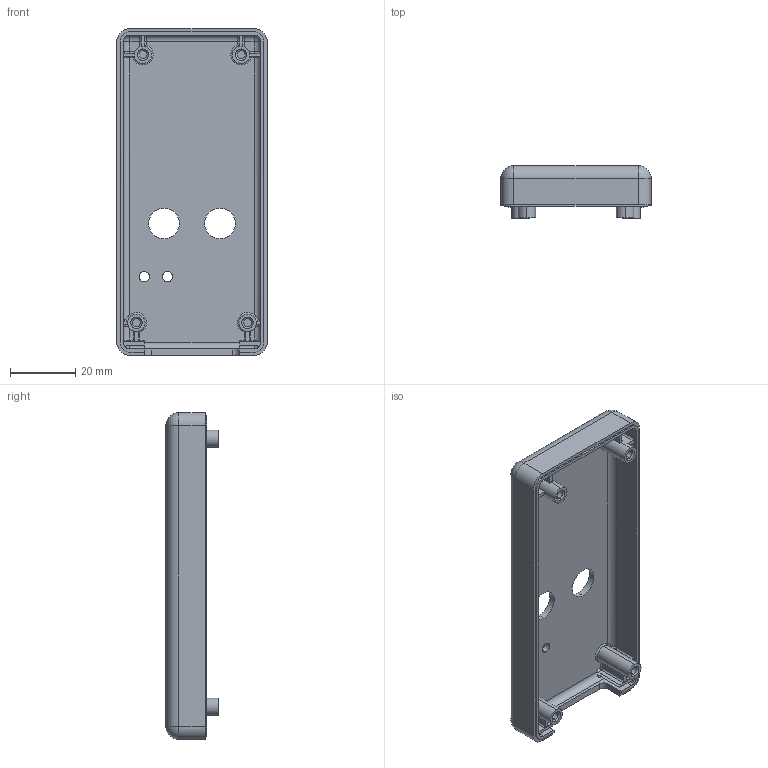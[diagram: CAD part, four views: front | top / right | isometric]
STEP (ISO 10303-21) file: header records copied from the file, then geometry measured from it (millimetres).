
FILE_DESCRIPTION (( 'STEP AP203' ), '1' );
FILE_NAME ('奻褲.STEP', '2025-04-08T13:23:28', ( '' ), ( '' ), 'SwSTEP 2.0', 'SolidWorks 2022', '' );
FILE_SCHEMA (( 'CONFIG_CONTROL_DESIGN' ));
Length unit declared in the file: millimetre
Products named in the file (1): 奻褲
Bounding box: 46 x 16 x 100 mm (x, y, z)
Volume: 14852.3 mm3; surface area: 15958.6 mm2
Topology: 1 solids, 1 shells, 198 faces, 508 edges, 306 vertices
Faces by surface type: cylinder 90, plane 64, torus 22, sphere 12, cone 8, bspline 2
Entity records: 6157 total; most frequent: CARTESIAN_POINT 1201, DIRECTION 1092, ORIENTED_EDGE 996, EDGE_CURVE 498, AXIS2_PLACEMENT_3D 421, VERTEX_POINT 306, VECTOR 250, LINE 250
